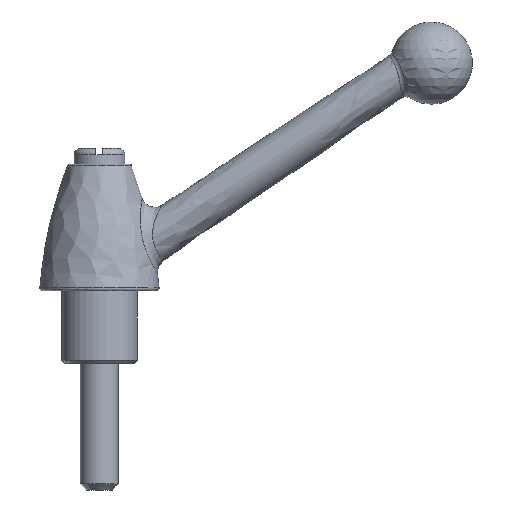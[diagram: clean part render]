
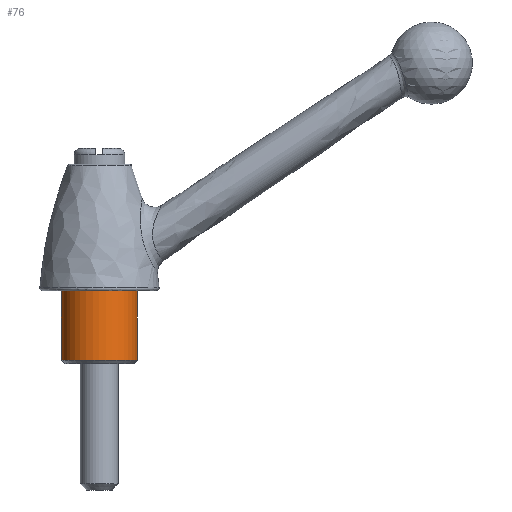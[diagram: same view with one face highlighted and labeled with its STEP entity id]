
A CAD part, front view. The second image highlights one B-rep face of the part: STEP entity #76.
In plain terms, the highlighted cylindrical face has radius 6 mm (diameter 12 mm), a full revolution.
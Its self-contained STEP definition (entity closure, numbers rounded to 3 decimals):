
#76 = ADVANCED_FACE( '', ( #168, #169 ), #170, .T. );
#168 = FACE_OUTER_BOUND( '', #2796, .T. );
#169 = FACE_OUTER_BOUND( '', #2797, .T. );
#170 = CYLINDRICAL_SURFACE( '', #2798, 6. );
#2796 = EDGE_LOOP( '', ( #4631 ) );
#2797 = EDGE_LOOP( '', ( #4632 ) );
#2798 = AXIS2_PLACEMENT_3D( '', #4633, #4634, #4635 );
#4631 = ORIENTED_EDGE( '', *, *, #4740, .T. );
#4632 = ORIENTED_EDGE( '', *, *, #4706, .F. );
#4633 = CARTESIAN_POINT( '', ( 0., 0., -11.5 ) );
#4634 = DIRECTION( '', ( 0., 0., -1. ) );
#4635 = DIRECTION( '', ( 0., -1., 0. ) );
#4706 = EDGE_CURVE( '', #4765, #4765, #4766, .T. );
#4740 = EDGE_CURVE( '', #4817, #4817, #4818, .T. );
#4765 = VERTEX_POINT( '', #5075 );
#4766 = CIRCLE( '', #5076, 6. );
#4817 = VERTEX_POINT( '', #6219 );
#4818 = CIRCLE( '', #6220, 6. );
#5075 = CARTESIAN_POINT( '', ( 0., 6., 0. ) );
#5076 = AXIS2_PLACEMENT_3D( '', #6944, #6945, #6946 );
#6219 = CARTESIAN_POINT( '', ( 0., -6., -11. ) );
#6220 = AXIS2_PLACEMENT_3D( '', #6986, #6987, #6988 );
#6944 = CARTESIAN_POINT( '', ( 0., 0., 0. ) );
#6945 = DIRECTION( '', ( 0., 0., 1. ) );
#6946 = DIRECTION( '', ( 0., 1., 0. ) );
#6986 = CARTESIAN_POINT( '', ( 0., 0., -11. ) );
#6987 = DIRECTION( '', ( 0., 0., 1. ) );
#6988 = DIRECTION( '', ( 0., -1., 0. ) );
